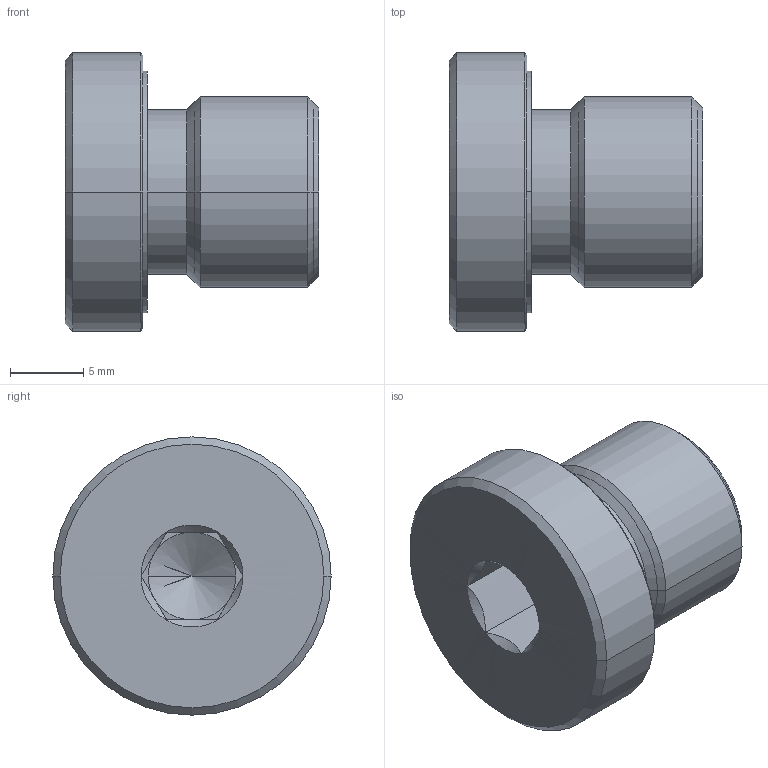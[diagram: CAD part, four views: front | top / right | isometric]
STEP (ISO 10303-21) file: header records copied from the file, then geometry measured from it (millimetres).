
FILE_DESCRIPTION((''),'2;1');
FILE_NAME('ILCM43068006','2009-07-27T',('mes'),(''),'PRO/ENGINEER BY PARAMETRIC TECHNOLOGY CORPORATION, 2007460','PRO/ENGINEER BY PARAMETRIC TECHNOLOGY CORPORATION, 2007460','');
FILE_SCHEMA(('AUTOMOTIVE_DESIGN_CC2 { 1 2 10303 214 -1 1 5 2 }'));
Length unit declared in the file: inch
Products named in the file (1): ILCM43068006
Bounding box: 17.3 x 19 x 19 mm (x, y, z)
Volume: 2751.5 mm3; surface area: 2015.6 mm2
Topology: 1 solids, 2 shells, 48 faces, 100 edges, 57 vertices
Faces by surface type: plane 18, cone 16, cylinder 14
Entity records: 1794 total; most frequent: CARTESIAN_POINT 320, DIRECTION 230, ORIENTED_EDGE 192, COLOUR_RGB 106, EDGE_CURVE 98, AXIS2_PLACEMENT_3D 93, VERTEX_POINT 57, EDGE_LOOP 53
